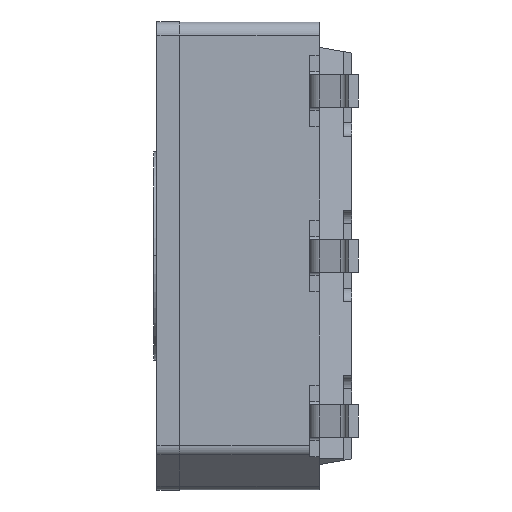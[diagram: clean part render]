
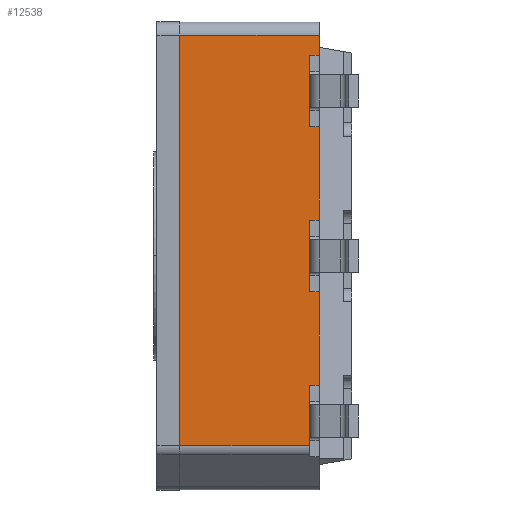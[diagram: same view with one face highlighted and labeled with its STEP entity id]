
A CAD part, left-side view. The second image highlights one B-rep face of the part: STEP entity #12538.
In plain terms, the highlighted planar face has unit normal (-1, 0, 0).
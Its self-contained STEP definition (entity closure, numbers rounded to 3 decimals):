
#625 = DIRECTION ( 'NONE',  ( 0., 1., 0. ) ) ;
#1000 = VECTOR ( 'NONE', #24298, 1000. ) ;
#1291 = EDGE_CURVE ( 'NONE', #12447, #6619, #22506, .T. ) ;
#1502 = CARTESIAN_POINT ( 'NONE',  ( -3.6, 0.501, -0.549 ) ) ;
#1546 = FACE_OUTER_BOUND ( 'NONE', #23472, .T. ) ;
#1548 = VECTOR ( 'NONE', #16712, 1000. ) ;
#1568 = EDGE_CURVE ( 'NONE', #21824, #31518, #17179, .T. ) ;
#1592 = ORIENTED_EDGE ( 'NONE', *, *, #1568, .T. ) ;
#2235 = PLANE ( 'NONE',  #17222 ) ;
#2461 = LINE ( 'NONE', #14398, #14220 ) ;
#2850 = LINE ( 'NONE', #3079, #11793 ) ;
#3079 = CARTESIAN_POINT ( 'NONE',  ( -3.6, 0.501, 3.09 ) ) ;
#3311 = CARTESIAN_POINT ( 'NONE',  ( -3.6, 0.651, -1.99 ) ) ;
#3325 = VERTEX_POINT ( 'NONE', #32779 ) ;
#3683 = ORIENTED_EDGE ( 'NONE', *, *, #18865, .T. ) ;
#3691 = LINE ( 'NONE', #19821, #32374 ) ;
#3966 = CARTESIAN_POINT ( 'NONE',  ( -3.6, 0.651, -0.55 ) ) ;
#4253 = VERTEX_POINT ( 'NONE', #1502 ) ;
#4574 = LINE ( 'NONE', #13217, #27973 ) ;
#4800 = LINE ( 'NONE', #24725, #1548 ) ;
#4924 = ORIENTED_EDGE ( 'NONE', *, *, #1291, .T. ) ;
#4968 = LINE ( 'NONE', #5508, #30414 ) ;
#5065 = LINE ( 'NONE', #30846, #1000 ) ;
#5166 = CARTESIAN_POINT ( 'NONE',  ( -3.6, 2.65, 3.4 ) ) ;
#5170 = CARTESIAN_POINT ( 'NONE',  ( -3.6, 0.651, 3.09 ) ) ;
#5372 = LINE ( 'NONE', #20059, #18276 ) ;
#5508 = CARTESIAN_POINT ( 'NONE',  ( -3.6, 0.501, -1.99 ) ) ;
#5627 = ORIENTED_EDGE ( 'NONE', *, *, #11434, .T. ) ;
#5968 = CARTESIAN_POINT ( 'NONE',  ( -3.6, 0.501, 3.09 ) ) ;
#6146 = EDGE_CURVE ( 'NONE', #12447, #20928, #11510, .T. ) ;
#6481 = CARTESIAN_POINT ( 'NONE',  ( -3.6, 0.501, 1.996 ) ) ;
#6619 = VERTEX_POINT ( 'NONE', #5170 ) ;
#6922 = CARTESIAN_POINT ( 'NONE',  ( -3.6, 0.651, 1.996 ) ) ;
#7188 = DIRECTION ( 'NONE',  ( 0., 0., 1. ) ) ;
#7314 = ORIENTED_EDGE ( 'NONE', *, *, #24289, .F. ) ;
#7583 = DIRECTION ( 'NONE',  ( 0., 0., -1. ) ) ;
#7638 = CARTESIAN_POINT ( 'NONE',  ( -3.6, 0.501, 1.996 ) ) ;
#9652 = EDGE_CURVE ( 'NONE', #28353, #30926, #2461, .T. ) ;
#9753 = EDGE_CURVE ( 'NONE', #29601, #4253, #3691, .T. ) ;
#10082 = ORIENTED_EDGE ( 'NONE', *, *, #27175, .F. ) ;
#10165 = DIRECTION ( 'NONE',  ( -1., 0., 0. ) ) ;
#11087 = VECTOR ( 'NONE', #25688, 1000. ) ;
#11434 = EDGE_CURVE ( 'NONE', #18774, #33233, #5372, .T. ) ;
#11510 = LINE ( 'NONE', #7638, #11087 ) ;
#11546 = CARTESIAN_POINT ( 'NONE',  ( -3.6, 2.65, -2.917 ) ) ;
#11793 = VECTOR ( 'NONE', #27199, 1000. ) ;
#12447 = VERTEX_POINT ( 'NONE', #6922 ) ;
#12538 = ADVANCED_FACE ( 'NONE', ( #1546 ), #2235, .T. ) ;
#12774 = CARTESIAN_POINT ( 'NONE',  ( -3.6, -0.1, 3.4 ) ) ;
#13060 = DIRECTION ( 'NONE',  ( 0., 1., 0. ) ) ;
#13140 = CARTESIAN_POINT ( 'NONE',  ( -3.6, 0.651, -2.917 ) ) ;
#13217 = CARTESIAN_POINT ( 'NONE',  ( -3.6, 0.501, 0.55 ) ) ;
#13535 = CARTESIAN_POINT ( 'NONE',  ( -3.6, -0.1, 3.4 ) ) ;
#13679 = DIRECTION ( 'NONE',  ( 0., 1., 0. ) ) ;
#13808 = DIRECTION ( 'NONE',  ( 0., 0., -1. ) ) ;
#13890 = VERTEX_POINT ( 'NONE', #13140 ) ;
#13950 = VECTOR ( 'NONE', #13808, 1000. ) ;
#14220 = VECTOR ( 'NONE', #16665, 1000. ) ;
#14398 = CARTESIAN_POINT ( 'NONE',  ( -3.6, 0.651, 147.32 ) ) ;
#14454 = DIRECTION ( 'NONE',  ( 0., 0., 1. ) ) ;
#14787 = EDGE_CURVE ( 'NONE', #3325, #20928, #5065, .T. ) ;
#15546 = ORIENTED_EDGE ( 'NONE', *, *, #14787, .T. ) ;
#15620 = VECTOR ( 'NONE', #14454, 1000. ) ;
#15799 = CARTESIAN_POINT ( 'NONE',  ( -3.6, 0.501, -1.99 ) ) ;
#16665 = DIRECTION ( 'NONE',  ( 0., 0., 1. ) ) ;
#16712 = DIRECTION ( 'NONE',  ( 0., 0., 1. ) ) ;
#16985 = LINE ( 'NONE', #29595, #29075 ) ;
#17171 = CARTESIAN_POINT ( 'NONE',  ( -3.6, 0.651, 147.32 ) ) ;
#17179 = LINE ( 'NONE', #26651, #13950 ) ;
#17222 = AXIS2_PLACEMENT_3D ( 'NONE', #12774, #10165, #7583 ) ;
#17755 = EDGE_CURVE ( 'NONE', #28353, #4253, #16985, .T. ) ;
#17924 = ORIENTED_EDGE ( 'NONE', *, *, #9753, .T. ) ;
#17933 = ORIENTED_EDGE ( 'NONE', *, *, #31034, .F. ) ;
#18276 = VECTOR ( 'NONE', #7188, 1000. ) ;
#18774 = VERTEX_POINT ( 'NONE', #5968 ) ;
#18865 = EDGE_CURVE ( 'NONE', #33233, #21824, #24257, .T. ) ;
#19473 = VERTEX_POINT ( 'NONE', #3311 ) ;
#19821 = CARTESIAN_POINT ( 'NONE',  ( -3.6, 0.501, 157.48 ) ) ;
#19848 = CARTESIAN_POINT ( 'NONE',  ( -3.6, -0.1, -2.917 ) ) ;
#20059 = CARTESIAN_POINT ( 'NONE',  ( -3.6, 0.501, 157.48 ) ) ;
#20091 = LINE ( 'NONE', #19848, #20502 ) ;
#20502 = VECTOR ( 'NONE', #29741, 1000. ) ;
#20928 = VERTEX_POINT ( 'NONE', #6481 ) ;
#21824 = VERTEX_POINT ( 'NONE', #5166 ) ;
#22506 = LINE ( 'NONE', #17171, #15620 ) ;
#22752 = DIRECTION ( 'NONE',  ( 0., 0., 1. ) ) ;
#23472 = EDGE_LOOP ( 'NONE', ( #5627, #3683, #1592, #30544, #28051, #17933, #17924, #28839, #32470, #7314, #15546, #33460, #4924, #10082 ) ) ;
#24257 = LINE ( 'NONE', #13535, #25864 ) ;
#24289 = EDGE_CURVE ( 'NONE', #3325, #30926, #4574, .T. ) ;
#24298 = DIRECTION ( 'NONE',  ( 0., 0., 1. ) ) ;
#24321 = DIRECTION ( 'NONE',  ( 0., -1., 0. ) ) ;
#24725 = CARTESIAN_POINT ( 'NONE',  ( -3.6, 0.651, 147.32 ) ) ;
#25688 = DIRECTION ( 'NONE',  ( 0., -1., 0. ) ) ;
#25864 = VECTOR ( 'NONE', #625, 1000. ) ;
#26194 = EDGE_CURVE ( 'NONE', #13890, #31518, #20091, .T. ) ;
#26651 = CARTESIAN_POINT ( 'NONE',  ( -3.6, 2.65, -3.51 ) ) ;
#27175 = EDGE_CURVE ( 'NONE', #18774, #6619, #2850, .T. ) ;
#27199 = DIRECTION ( 'NONE',  ( 0., 1., 0. ) ) ;
#27973 = VECTOR ( 'NONE', #13679, 1000. ) ;
#28051 = ORIENTED_EDGE ( 'NONE', *, *, #32087, .T. ) ;
#28353 = VERTEX_POINT ( 'NONE', #3966 ) ;
#28839 = ORIENTED_EDGE ( 'NONE', *, *, #17755, .F. ) ;
#29075 = VECTOR ( 'NONE', #24321, 1000. ) ;
#29595 = CARTESIAN_POINT ( 'NONE',  ( -3.6, 0.501, -0.55 ) ) ;
#29601 = VERTEX_POINT ( 'NONE', #15799 ) ;
#29741 = DIRECTION ( 'NONE',  ( 0., 1., 0. ) ) ;
#29782 = CARTESIAN_POINT ( 'NONE',  ( -3.6, 0.651, 0.551 ) ) ;
#30414 = VECTOR ( 'NONE', #13060, 1000. ) ;
#30544 = ORIENTED_EDGE ( 'NONE', *, *, #26194, .F. ) ;
#30846 = CARTESIAN_POINT ( 'NONE',  ( -3.6, 0.501, 157.48 ) ) ;
#30926 = VERTEX_POINT ( 'NONE', #29782 ) ;
#31034 = EDGE_CURVE ( 'NONE', #29601, #19473, #4968, .T. ) ;
#31518 = VERTEX_POINT ( 'NONE', #11546 ) ;
#32087 = EDGE_CURVE ( 'NONE', #13890, #19473, #4800, .T. ) ;
#32374 = VECTOR ( 'NONE', #22752, 1000. ) ;
#32470 = ORIENTED_EDGE ( 'NONE', *, *, #9652, .T. ) ;
#32552 = CARTESIAN_POINT ( 'NONE',  ( -3.6, 0.501, 3.4 ) ) ;
#32779 = CARTESIAN_POINT ( 'NONE',  ( -3.6, 0.501, 0.55 ) ) ;
#33233 = VERTEX_POINT ( 'NONE', #32552 ) ;
#33460 = ORIENTED_EDGE ( 'NONE', *, *, #6146, .F. ) ;
